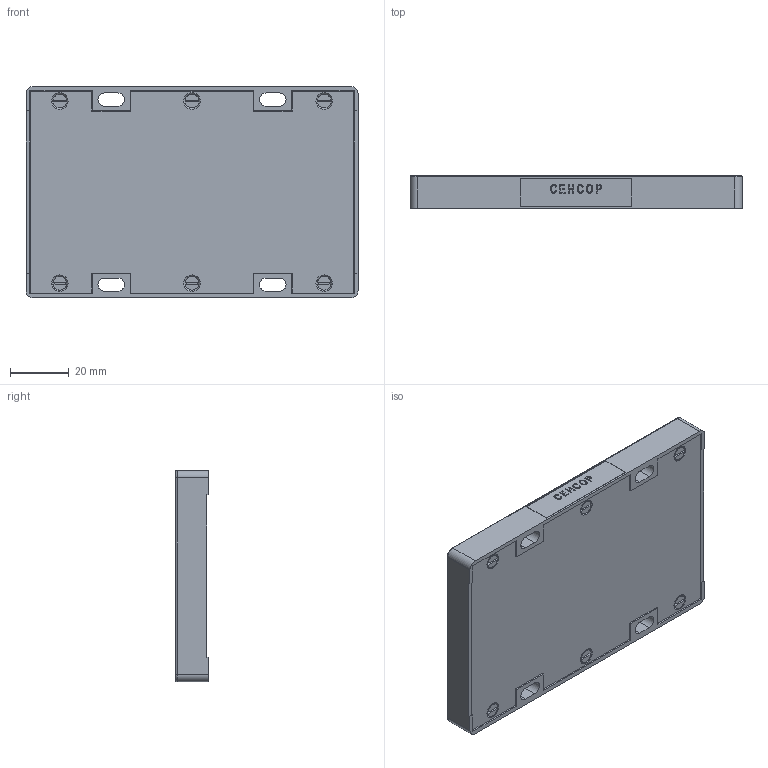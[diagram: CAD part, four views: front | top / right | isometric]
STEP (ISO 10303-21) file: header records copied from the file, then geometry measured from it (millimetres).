
FILE_DESCRIPTION(/* description */ ('Unknown'),/* implementation_level */ '2;1');
FILE_NAME(/* name */ '_PV-SV-100',/* time_stamp */ '2023-02-06T09:20:32+05:00',/* author */ ('Unknown'),/* organization */ ('Unknown'),/* preprocessor_version */ 'ST-DEVELOPER v16.7',/* originating_system */ 'Solid Edge',/* authorisation */ 'Unknown');
FILE_SCHEMA (('AUTOMOTIVE_DESIGN {1 0 10303 214 3 1 1}'));
Length unit declared in the file: millimetre
Products named in the file (7): 12.014.105 ñâåòîâîçâðàùàòåëü íà 2 êàòàôîòà.dft; À1.105 Êîðïóñ; Á0.152 Êðûøêà; ﾎ2.004 ﾊ瑣瑶ⅳ; Ýòèêåòêà 38õ9,4 äëÿ ñâåòîâîçâàùàòåëÿ; Screw_DIN_7513_FE_M2.5x10_v16.00; Ñêîò÷ äâîéíîé
Assembly tree (12 placements, depth 2):
  12.014.105 ñâåòîâîçâðàùàòåëü íà 2 êàòàôîòà.dft
    À1.105 Êîðïóñ
    Á0.152 Êðûøêà
    ﾎ2.004 ﾊ瑣瑶ⅳ  x2
    Ýòèêåòêà 38õ9,4 äëÿ ñâåòîâîçâàùàòåëÿ
    Screw_DIN_7513_FE_M2.5x10_v16.00  x6
    Ñêîò÷ äâîéíîé
Bounding box: 113 x 11.2 x 72.1 mm (x, y, z)
Volume: 56100.5 mm3; surface area: 53100.1 mm2
Topology: 12 solids, 12 shells, 1401 faces, 3228 edges, 1884 vertices
Faces by surface type: plane 1215, bspline 80, cylinder 72, cone 24, torus 10
Full cylindrical faces by diameter (mm): 1.8 x6, 2.25 x6
Entity records: 21715 total; most frequent: CARTESIAN_POINT 4485, ORIENTED_EDGE 3456, DIRECTION 3254, EDGE_CURVE 1728, LINE 1586, VECTOR 1586, VERTEX_POINT 1031, AXIS2_PLACEMENT_3D 834
